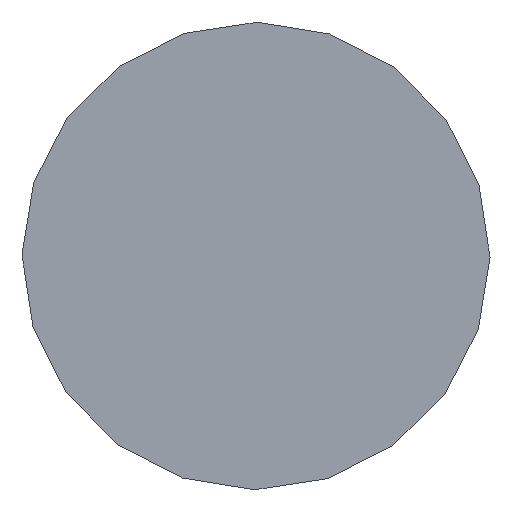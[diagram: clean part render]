
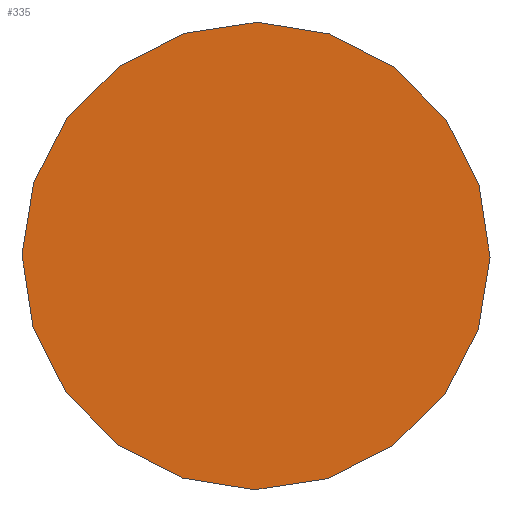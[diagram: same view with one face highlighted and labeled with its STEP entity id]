
A CAD part, front view. The second image highlights one B-rep face of the part: STEP entity #335.
In plain terms, the highlighted planar face has unit normal (0, -1, 0).
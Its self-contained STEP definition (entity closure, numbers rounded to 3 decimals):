
#8 = LINE ( 'NONE', #179, #627 ) ;
#13 = ORIENTED_EDGE ( 'NONE', *, *, #643, .F. ) ;
#14 = EDGE_CURVE ( 'NONE', #406, #21, #314, .T. ) ;
#17 = VECTOR ( 'NONE', #100, 1000. ) ;
#21 = VERTEX_POINT ( 'NONE', #626 ) ;
#32 = VERTEX_POINT ( 'NONE', #34 ) ;
#33 = VERTEX_POINT ( 'NONE', #566 ) ;
#34 = CARTESIAN_POINT ( 'NONE',  ( 150.165, -15.996, 90.173 ) ) ;
#41 = CARTESIAN_POINT ( 'NONE',  ( 123.327, -15.996, 8.886 ) ) ;
#51 = VECTOR ( 'NONE', #139, 1000. ) ;
#56 = DIRECTION ( 'NONE',  ( -0.458, 0., -0.889 ) ) ;
#59 = CARTESIAN_POINT ( 'NONE',  ( 135.856, -15.996, 2.438 ) ) ;
#65 = VECTOR ( 'NONE', #364, 1000. ) ;
#68 = ORIENTED_EDGE ( 'NONE', *, *, #652, .F. ) ;
#69 = VERTEX_POINT ( 'NONE', #133 ) ;
#76 = VERTEX_POINT ( 'NONE', #738 ) ;
#77 = VERTEX_POINT ( 'NONE', #90 ) ;
#85 = CARTESIAN_POINT ( 'NONE',  ( 186.524, -15.996, 71.462 ) ) ;
#90 = CARTESIAN_POINT ( 'NONE',  ( 107.064, -15.996, 31.458 ) ) ;
#97 = VERTEX_POINT ( 'NONE', #750 ) ;
#99 = DIRECTION ( 'NONE',  ( 0.161, 0., 0.987 ) ) ;
#100 = DIRECTION ( 'NONE',  ( -0.987, 0., 0.161 ) ) ;
#101 = CARTESIAN_POINT ( 'NONE',  ( 112.315, -15.996, 96.335 ) ) ;
#109 = EDGE_CURVE ( 'NONE', #392, #202, #126, .T. ) ;
#119 = CARTESIAN_POINT ( 'NONE',  ( 195.009, -15.996, 44.974 ) ) ;
#126 = LINE ( 'NONE', #274, #708 ) ;
#131 = CARTESIAN_POINT ( 'NONE',  ( 176.28, -15.996, 8.651 ) ) ;
#133 = CARTESIAN_POINT ( 'NONE',  ( 113.641, -15.996, 71.786 ) ) ;
#134 = LINE ( 'NONE', #272, #653 ) ;
#139 = DIRECTION ( 'NONE',  ( 0.458, 0., 0.889 ) ) ;
#143 = CARTESIAN_POINT ( 'NONE',  ( 192.866, -15.996, 58.889 ) ) ;
#148 = VERTEX_POINT ( 'NONE', #593 ) ;
#149 = VERTEX_POINT ( 'NONE', #644 ) ;
#150 = DIRECTION ( 'NONE',  ( 0.889, 0., -0.458 ) ) ;
#152 = DIRECTION ( 'NONE',  ( 0.893, 0., 0.45 ) ) ;
#157 = EDGE_CURVE ( 'NONE', #148, #149, #534, .T. ) ;
#162 = ORIENTED_EDGE ( 'NONE', *, *, #196, .F. ) ;
#173 = EDGE_CURVE ( 'NONE', #77, #76, #545, .T. ) ;
#174 = LINE ( 'NONE', #576, #17 ) ;
#175 = VECTOR ( 'NONE', #248, 1000. ) ;
#178 = PLANE ( 'NONE',  #523 ) ;
#179 = CARTESIAN_POINT ( 'NONE',  ( 113.641, -15.996, 71.786 ) ) ;
#192 = EDGE_CURVE ( 'NONE', #589, #468, #429, .T. ) ;
#195 = ORIENTED_EDGE ( 'NONE', *, *, #443, .F. ) ;
#196 = EDGE_CURVE ( 'NONE', #76, #665, #723, .T. ) ;
#200 = VECTOR ( 'NONE', #473, 1000. ) ;
#202 = VERTEX_POINT ( 'NONE', #41 ) ;
#208 = DIRECTION ( 'NONE',  ( -0.711, 0., -0.704 ) ) ;
#216 = VERTEX_POINT ( 'NONE', #263 ) ;
#220 = VECTOR ( 'NONE', #426, 1000. ) ;
#224 = ORIENTED_EDGE ( 'NONE', *, *, #231, .F. ) ;
#231 = EDGE_CURVE ( 'NONE', #97, #632, #472, .T. ) ;
#235 = DIRECTION ( 'NONE',  ( 0.711, 0., 0.704 ) ) ;
#236 = VECTOR ( 'NONE', #305, 1000. ) ;
#238 = ORIENTED_EDGE ( 'NONE', *, *, #706, .F. ) ;
#240 = ORIENTED_EDGE ( 'NONE', *, *, #533, .F. ) ;
#248 = DIRECTION ( 'NONE',  ( -0.704, 0., 0.71 ) ) ;
#254 = CARTESIAN_POINT ( 'NONE',  ( 107.187, -15.996, 59.27 ) ) ;
#259 = CARTESIAN_POINT ( 'NONE',  ( 170.339, -15.996, 84.685 ) ) ;
#262 = LINE ( 'NONE', #681, #175 ) ;
#263 = CARTESIAN_POINT ( 'NONE',  ( 149.765, -15.996, 0.174 ) ) ;
#272 = CARTESIAN_POINT ( 'NONE',  ( 123.651, -15.996, 81.697 ) ) ;
#274 = CARTESIAN_POINT ( 'NONE',  ( 135.856, -15.996, 2.438 ) ) ;
#278 = DIRECTION ( 'NONE',  ( 0.987, 0., -0.161 ) ) ;
#280 = ORIENTED_EDGE ( 'NONE', *, *, #719, .F. ) ;
#283 = CARTESIAN_POINT ( 'NONE',  ( 107.064, -15.996, 31.458 ) ) ;
#285 = CARTESIAN_POINT ( 'NONE',  ( 192.743, -15.996, 31.078 ) ) ;
#287 = VECTOR ( 'NONE', #99, 1000. ) ;
#288 = ORIENTED_EDGE ( 'NONE', *, *, #109, .F. ) ;
#292 = LINE ( 'NONE', #739, #517 ) ;
#303 = ORIENTED_EDGE ( 'NONE', *, *, #605, .F. ) ;
#305 = DIRECTION ( 'NONE',  ( -0.161, 0., -0.987 ) ) ;
#314 = LINE ( 'NONE', #143, #439 ) ;
#327 = ORIENTED_EDGE ( 'NONE', *, *, #493, .F. ) ;
#335 = ADVANCED_FACE ( 'NONE', ( #419 ), #178, .F. ) ;
#341 = VERTEX_POINT ( 'NONE', #584 ) ;
#350 = VERTEX_POINT ( 'NONE', #399 ) ;
#364 = DIRECTION ( 'NONE',  ( 0.704, 0., -0.71 ) ) ;
#366 = ORIENTED_EDGE ( 'NONE', *, *, #727, .F. ) ;
#373 = VECTOR ( 'NONE', #56, 1000. ) ;
#375 = EDGE_LOOP ( 'NONE', ( #762, #195, #546, #162, #567, #238, #68, #288, #366, #327, #577, #280, #648, #765, #496, #613, #240, #224, #303, #13 ) ) ;
#376 = CARTESIAN_POINT ( 'NONE',  ( 157.12, -15.996, 89.041 ) ) ;
#378 = DIRECTION ( 'NONE',  ( 0.988, 0., 0.152 ) ) ;
#383 = CARTESIAN_POINT ( 'NONE',  ( 104.921, -15.996, 45.374 ) ) ;
#392 = VERTEX_POINT ( 'NONE', #59 ) ;
#399 = CARTESIAN_POINT ( 'NONE',  ( 123.651, -15.996, 81.697 ) ) ;
#402 = LINE ( 'NONE', #119, #236 ) ;
#404 = VECTOR ( 'NONE', #514, 1000. ) ;
#406 = VERTEX_POINT ( 'NONE', #725 ) ;
#419 = FACE_OUTER_BOUND ( 'NONE', #375, .T. ) ;
#424 = CARTESIAN_POINT ( 'NONE',  ( 163.694, -15.996, 2.315 ) ) ;
#425 = EDGE_CURVE ( 'NONE', #21, #148, #402, .T. ) ;
#426 = DIRECTION ( 'NONE',  ( -0.988, 0., -0.152 ) ) ;
#427 = LINE ( 'NONE', #376, #740 ) ;
#429 = LINE ( 'NONE', #685, #404 ) ;
#433 = CARTESIAN_POINT ( 'NONE',  ( 186.524, -15.996, 71.462 ) ) ;
#438 = LINE ( 'NONE', #85, #619 ) ;
#439 = VECTOR ( 'NONE', #499, 1000. ) ;
#443 = EDGE_CURVE ( 'NONE', #69, #350, #8, .T. ) ;
#450 = CARTESIAN_POINT ( 'NONE',  ( 113.406, -15.996, 18.885 ) ) ;
#465 = LINE ( 'NONE', #424, #220 ) ;
#468 = VERTEX_POINT ( 'NONE', #544 ) ;
#472 = LINE ( 'NONE', #259, #505 ) ;
#473 = DIRECTION ( 'NONE',  ( -0.152, 0., 0.988 ) ) ;
#493 = EDGE_CURVE ( 'NONE', #468, #216, #465, .T. ) ;
#496 = ORIENTED_EDGE ( 'NONE', *, *, #14, .F. ) ;
#498 = DIRECTION ( 'NONE',  ( 0.987, 0., -0.161 ) ) ;
#499 = DIRECTION ( 'NONE',  ( 0.152, 0., -0.988 ) ) ;
#505 = VECTOR ( 'NONE', #150, 1000. ) ;
#506 = DIRECTION ( 'NONE',  ( -0.45, 0., 0.893 ) ) ;
#514 = DIRECTION ( 'NONE',  ( -0.893, 0., -0.45 ) ) ;
#517 = VECTOR ( 'NONE', #208, 1000. ) ;
#523 = AXIS2_PLACEMENT_3D ( 'NONE', #101, #712, #278 ) ;
#533 = EDGE_CURVE ( 'NONE', #632, #565, #701, .T. ) ;
#534 = LINE ( 'NONE', #285, #373 ) ;
#544 = CARTESIAN_POINT ( 'NONE',  ( 163.694, -15.996, 2.315 ) ) ;
#545 = LINE ( 'NONE', #283, #200 ) ;
#546 = ORIENTED_EDGE ( 'NONE', *, *, #616, .F. ) ;
#560 = CARTESIAN_POINT ( 'NONE',  ( 176.603, -15.996, 81.462 ) ) ;
#565 = VERTEX_POINT ( 'NONE', #433 ) ;
#566 = CARTESIAN_POINT ( 'NONE',  ( 113.406, -15.996, 18.885 ) ) ;
#567 = ORIENTED_EDGE ( 'NONE', *, *, #173, .F. ) ;
#576 = CARTESIAN_POINT ( 'NONE',  ( 142.824, -15.996, 1.304 ) ) ;
#577 = ORIENTED_EDGE ( 'NONE', *, *, #192, .F. ) ;
#584 = CARTESIAN_POINT ( 'NONE',  ( 136.236, -15.996, 88.033 ) ) ;
#589 = VERTEX_POINT ( 'NONE', #131 ) ;
#593 = CARTESIAN_POINT ( 'NONE',  ( 192.743, -15.996, 31.078 ) ) ;
#595 = LINE ( 'NONE', #736, #722 ) ;
#602 = LINE ( 'NONE', #450, #654 ) ;
#605 = EDGE_CURVE ( 'NONE', #32, #97, #427, .T. ) ;
#613 = ORIENTED_EDGE ( 'NONE', *, *, #686, .F. ) ;
#616 = EDGE_CURVE ( 'NONE', #665, #69, #678, .T. ) ;
#619 = VECTOR ( 'NONE', #688, 1000. ) ;
#625 = CARTESIAN_POINT ( 'NONE',  ( 107.187, -15.996, 59.27 ) ) ;
#626 = CARTESIAN_POINT ( 'NONE',  ( 195.009, -15.996, 44.974 ) ) ;
#627 = VECTOR ( 'NONE', #235, 1000. ) ;
#632 = VERTEX_POINT ( 'NONE', #560 ) ;
#643 = EDGE_CURVE ( 'NONE', #341, #32, #595, .T. ) ;
#644 = CARTESIAN_POINT ( 'NONE',  ( 186.289, -15.996, 18.562 ) ) ;
#648 = ORIENTED_EDGE ( 'NONE', *, *, #157, .F. ) ;
#652 = EDGE_CURVE ( 'NONE', #202, #33, #262, .T. ) ;
#653 = VECTOR ( 'NONE', #152, 1000. ) ;
#654 = VECTOR ( 'NONE', #506, 1000. ) ;
#665 = VERTEX_POINT ( 'NONE', #625 ) ;
#678 = LINE ( 'NONE', #254, #51 ) ;
#681 = CARTESIAN_POINT ( 'NONE',  ( 123.327, -15.996, 8.886 ) ) ;
#685 = CARTESIAN_POINT ( 'NONE',  ( 176.28, -15.996, 8.651 ) ) ;
#686 = EDGE_CURVE ( 'NONE', #565, #406, #438, .T. ) ;
#688 = DIRECTION ( 'NONE',  ( 0.45, 0., -0.893 ) ) ;
#701 = LINE ( 'NONE', #720, #65 ) ;
#706 = EDGE_CURVE ( 'NONE', #33, #77, #602, .T. ) ;
#708 = VECTOR ( 'NONE', #754, 1000. ) ;
#712 = DIRECTION ( 'NONE',  ( 0., 1., 0. ) ) ;
#719 = EDGE_CURVE ( 'NONE', #149, #589, #292, .T. ) ;
#720 = CARTESIAN_POINT ( 'NONE',  ( 176.603, -15.996, 81.462 ) ) ;
#722 = VECTOR ( 'NONE', #378, 1000. ) ;
#723 = LINE ( 'NONE', #383, #287 ) ;
#725 = CARTESIAN_POINT ( 'NONE',  ( 192.866, -15.996, 58.889 ) ) ;
#727 = EDGE_CURVE ( 'NONE', #216, #392, #174, .T. ) ;
#736 = CARTESIAN_POINT ( 'NONE',  ( 143.2, -15.996, 89.103 ) ) ;
#738 = CARTESIAN_POINT ( 'NONE',  ( 104.921, -15.996, 45.374 ) ) ;
#739 = CARTESIAN_POINT ( 'NONE',  ( 186.289, -15.996, 18.562 ) ) ;
#740 = VECTOR ( 'NONE', #498, 1000. ) ;
#750 = CARTESIAN_POINT ( 'NONE',  ( 164.074, -15.996, 87.909 ) ) ;
#754 = DIRECTION ( 'NONE',  ( -0.889, 0., 0.458 ) ) ;
#757 = EDGE_CURVE ( 'NONE', #350, #341, #134, .T. ) ;
#762 = ORIENTED_EDGE ( 'NONE', *, *, #757, .F. ) ;
#765 = ORIENTED_EDGE ( 'NONE', *, *, #425, .F. ) ;
